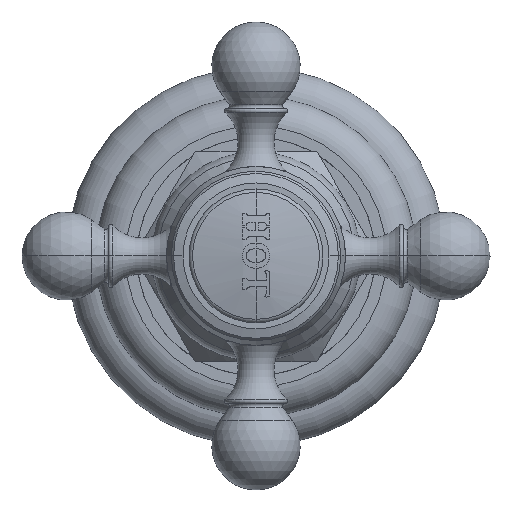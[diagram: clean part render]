
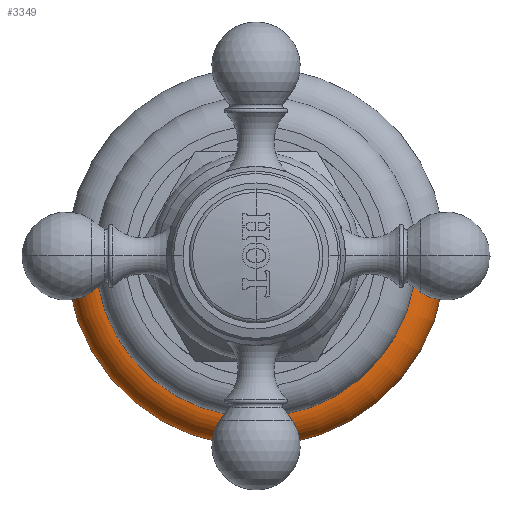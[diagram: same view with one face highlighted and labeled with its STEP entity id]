
A CAD part, top view. The second image highlights one B-rep face of the part: STEP entity #3349.
In plain terms, the highlighted toroidal (fillet/blend) face has major radius 25.219 mm and minor radius 4.753 mm.
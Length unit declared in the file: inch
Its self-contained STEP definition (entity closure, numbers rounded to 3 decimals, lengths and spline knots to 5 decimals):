
#7=CARTESIAN_POINT('',(0.,0.,0.));
#8=DIRECTION('',(0.,0.,1.));
#9=DIRECTION('',(-1.,0.,0.));
#10=AXIS2_PLACEMENT_3D('',#7,#8,#9);
#12=CARTESIAN_POINT('',(-0.99286,0.,0.));
#13=DIRECTION('',(0.,1.,0.));
#14=DIRECTION('',(-1.,0.,0.));
#15=AXIS2_PLACEMENT_3D('',#12,#13,#14);
#17=CARTESIAN_POINT('',(0.99286,0.,0.));
#18=DIRECTION('',(0.,-1.,0.));
#19=DIRECTION('',(1.,0.,0.));
#20=AXIS2_PLACEMENT_3D('',#17,#18,#19);
#32=CARTESIAN_POINT('',(0.,0.,0.187));
#33=DIRECTION('',(0.,0.,1.));
#34=DIRECTION('',(-1.,0.,0.));
#35=AXIS2_PLACEMENT_3D('',#32,#33,#34);
#2828=CARTESIAN_POINT('',(-1.,0.,0.187));
#2830=VERTEX_POINT('',#2828);
#2832=CARTESIAN_POINT('',(1.,0.,0.187));
#2834=VERTEX_POINT('',#2832);
#2840=CARTESIAN_POINT('',(-1.18,0.,0.));
#2841=CARTESIAN_POINT('',(1.18,0.,0.));
#2842=VERTEX_POINT('',#2840);
#2843=VERTEX_POINT('',#2841);
#3337=CARTESIAN_POINT('',(0.,0.,0.));
#3338=DIRECTION('',(0.,0.,-1.));
#3339=DIRECTION('',(1.,0.,0.));
#3340=AXIS2_PLACEMENT_3D('',#3337,#3338,#3339);
#3341=TOROIDAL_SURFACE('',#3340,0.99286,0.18714);
#3342=ORIENTED_EDGE('',*,*,#3332,.F.);
#3343=ORIENTED_EDGE('',*,*,#3321,.T.);
#3345=ORIENTED_EDGE('',*,*,#3344,.T.);
#3346=ORIENTED_EDGE('',*,*,#3317,.F.);
#3347=EDGE_LOOP('',(#3342,#3343,#3345,#3346));
#3348=FACE_OUTER_BOUND('',#3347,.F.);
#3349=ADVANCED_FACE('',(#3348),#3341,.T.);
#11=CIRCLE('',#10,1.18);
#16=CIRCLE('',#15,0.18714);
#21=CIRCLE('',#20,0.18714);
#36=CIRCLE('',#35,1.);
#3317=EDGE_CURVE('',#2843,#2834,#21,.T.);
#3321=EDGE_CURVE('',#2842,#2830,#16,.T.);
#3332=EDGE_CURVE('',#2842,#2843,#11,.T.);
#3344=EDGE_CURVE('',#2830,#2834,#36,.T.);
